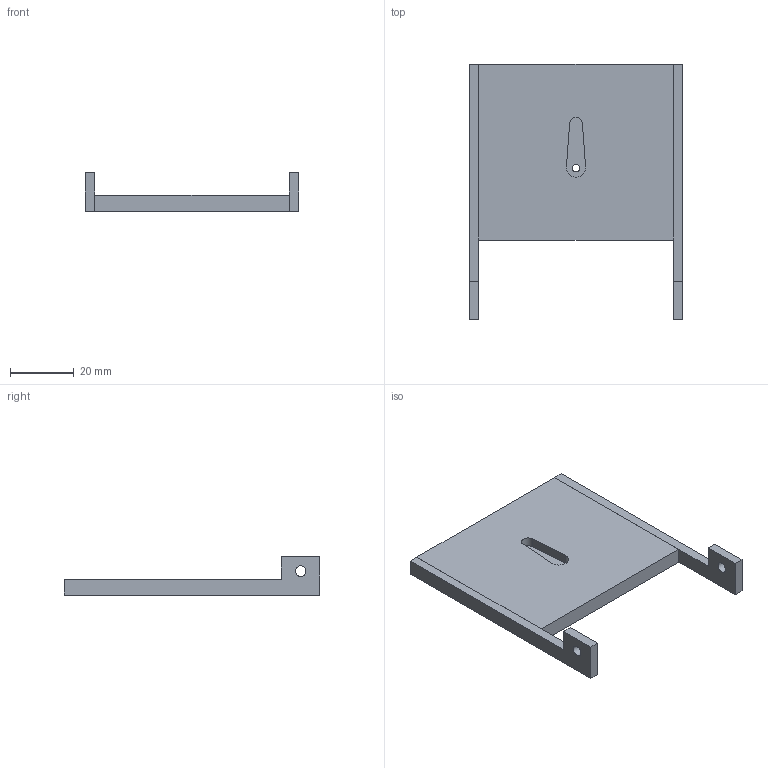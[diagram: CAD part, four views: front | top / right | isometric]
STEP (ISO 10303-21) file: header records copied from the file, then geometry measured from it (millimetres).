
FILE_DESCRIPTION(('FreeCAD Model'),'2;1');
FILE_NAME('BaseUltrasonido.step', '2014-10-06T13:54:38',('FreeCAD'),('FreeCAD'), 'Open CASCADE STEP processor 6.6','FreeCAD','Unknown');
FILE_SCHEMA(('AUTOMOTIVE_DESIGN_CC2 { 1 2 10303 214 -1 1 5 4 }'));
Length unit declared in the file: millimetre
Products named in the file (1): BaseUltrasonido
Bounding box: 67 x 80 x 12 mm (x, y, z)
Volume: 19327.5 mm3; surface area: 9989.6 mm2
Topology: 1 solids, 1 shells, 32 faces, 80 edges, 52 vertices
Faces by surface type: plane 26, cylinder 6
Full cylindrical faces by diameter (mm): 2.4 x1, 3.3 x2, 5.1 x1
Entity records: 2040 total; most frequent: CARTESIAN_POINT 383, DIRECTION 305, LINE 212, VECTOR 212, ORIENTED_EDGE 160, PCURVE 160, DEFINITIONAL_REPRESENTATION 160, EDGE_CURVE 80
